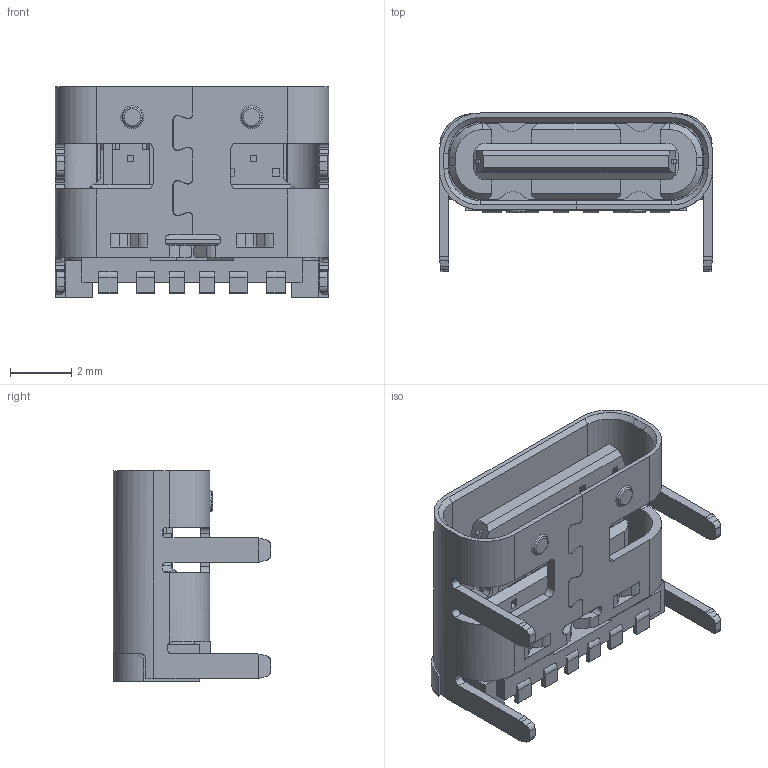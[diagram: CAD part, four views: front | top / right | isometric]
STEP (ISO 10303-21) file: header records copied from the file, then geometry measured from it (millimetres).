
FILE_DESCRIPTION (( 'STEP AP214' ), '1' );
FILE_NAME ('Same_Sky_UJC-H-G-SMT-2-P6-TR.step', '2024-11-13T20:09:18', ( '' ), ( '' ), 'SwSTEP 2.0', 'SolidWorks 2024', '' );
FILE_SCHEMA (( 'AUTOMOTIVE_DESIGN' ));
Length unit declared in the file: inch
Products named in the file (1): Same_Sky_UJC-H-G-SMT-2-P6-TR
Bounding box: 8.94 x 5.16 x 6.9 mm (x, y, z)
Volume: 92.4 mm3; surface area: 456.4 mm2
Topology: 1 solids, 1 shells, 814 faces, 2310 edges, 1508 vertices
Faces by surface type: plane 627, cylinder 159, cone 18, torus 8, bspline 2
Entity records: 26495 total; most frequent: CARTESIAN_POINT 5158, ORIENTED_EDGE 4620, DIRECTION 4187, EDGE_CURVE 2310, VECTOR 1893, LINE 1893, VERTEX_POINT 1508, AXIS2_PLACEMENT_3D 1147
